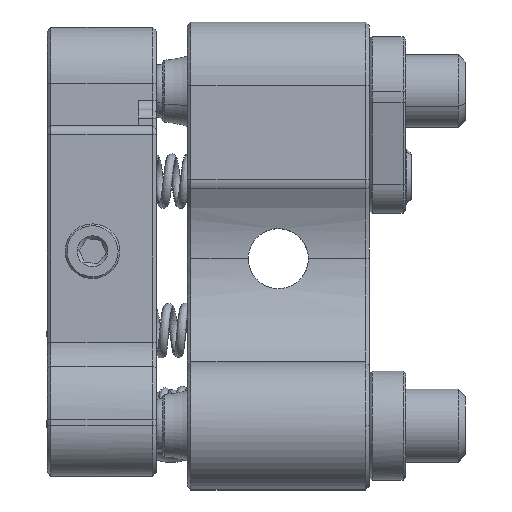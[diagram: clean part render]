
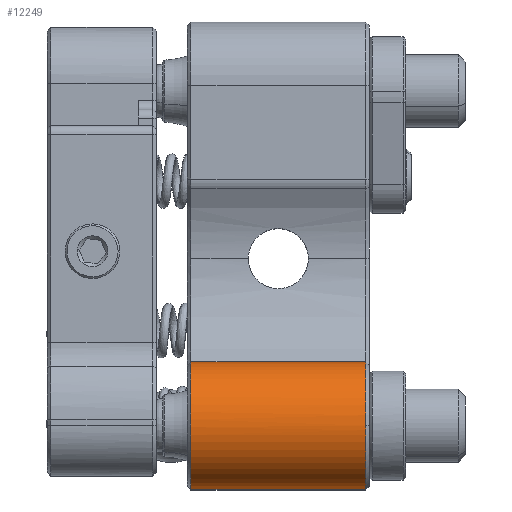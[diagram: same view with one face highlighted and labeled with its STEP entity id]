
A CAD part, top view. The second image highlights one B-rep face of the part: STEP entity #12249.
In plain terms, the highlighted cylindrical face has radius 3.5 mm (diameter 7 mm), a partial arc.
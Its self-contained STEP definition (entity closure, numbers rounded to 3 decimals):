
#109 = VERTEX_POINT ( 'NONE', #11446 ) ;
#763 = ORIENTED_EDGE ( 'NONE', *, *, #11613, .F. ) ;
#1118 = B_SPLINE_CURVE_WITH_KNOTS ( 'NONE', 3,
 ( #24002, #3948, #21808, #4799, #26614, #18265, #28955, #8912, #4507, #11259 ),
 .UNSPECIFIED., .F., .F.,
 ( 4, 2, 2, 2, 4 ),
 ( 0., 0.25, 0.5, 0.75, 1. ),
 .UNSPECIFIED. ) ;
#1202 = CARTESIAN_POINT ( 'NONE',  ( -3.669, -5.7, 9.5 ) ) ;
#1920 = B_SPLINE_CURVE_WITH_KNOTS ( 'NONE', 3,
 ( #12669, #21735, #17348, #25825 ),
 .UNSPECIFIED., .F., .F.,
 ( 4, 4 ),
 ( 0., 1. ),
 .UNSPECIFIED. ) ;
#2276 = DIRECTION ( 'NONE',  ( 0., 0., -1. ) ) ;
#2319 = CARTESIAN_POINT ( 'NONE',  ( -10.069, -5.7, 9.5 ) ) ;
#2632 = CARTESIAN_POINT ( 'NONE',  ( -10.069, -6.142, 11.263 ) ) ;
#2705 = FACE_OUTER_BOUND ( 'NONE', #21926, .T. ) ;
#2773 = CARTESIAN_POINT ( 'NONE',  ( -10.069, -6.401, 11.651 ) ) ;
#3940 = EDGE_CURVE ( 'NONE', #109, #22901, #1118, .T. ) ;
#3948 = CARTESIAN_POINT ( 'NONE',  ( -0.469, -8.742, 13. ) ) ;
#4507 = CARTESIAN_POINT ( 'NONE',  ( -0.469, -5.7, 9.958 ) ) ;
#4705 = VERTEX_POINT ( 'NONE', #22551 ) ;
#4799 = CARTESIAN_POINT ( 'NONE',  ( -0.469, -7.437, 12.558 ) ) ;
#5455 = AXIS2_PLACEMENT_3D ( 'NONE', #24806, #17787, #2276 ) ;
#7170 = CARTESIAN_POINT ( 'NONE',  ( -10.069, -7.049, 12.299 ) ) ;
#8786 = CARTESIAN_POINT ( 'NONE',  ( -10.069, -5.7, 9.958 ) ) ;
#8912 = CARTESIAN_POINT ( 'NONE',  ( -0.469, -5.791, 10.416 ) ) ;
#9077 = CARTESIAN_POINT ( 'NONE',  ( -10.069, -12.258, 11.263 ) ) ;
#9222 = CARTESIAN_POINT ( 'NONE',  ( -10.069, -11.999, 11.651 ) ) ;
#9981 = CARTESIAN_POINT ( 'NONE',  ( -0.469, -12.609, 10.416 ) ) ;
#10715 = CARTESIAN_POINT ( 'NONE',  ( -0.469, -10.116, 12.909 ) ) ;
#11259 = CARTESIAN_POINT ( 'NONE',  ( -0.469, -5.7, 9.5 ) ) ;
#11446 = CARTESIAN_POINT ( 'NONE',  ( -0.469, -9.2, 13. ) ) ;
#11534 = CARTESIAN_POINT ( 'NONE',  ( -0.469, -12.7, 9.5 ) ) ;
#11613 = EDGE_CURVE ( 'NONE', #11871, #109, #22170, .T. ) ;
#11871 = VERTEX_POINT ( 'NONE', #11534 ) ;
#12249 = ADVANCED_FACE ( 'NONE', ( #2705 ), #22320, .F. ) ;
#12619 = CARTESIAN_POINT ( 'NONE',  ( -0.469, -11.999, 11.651 ) ) ;
#12669 = CARTESIAN_POINT ( 'NONE',  ( -0.469, -12.7, 9.5 ) ) ;
#12764 = CARTESIAN_POINT ( 'NONE',  ( -0.469, -9.658, 13. ) ) ;
#13619 = CARTESIAN_POINT ( 'NONE',  ( -10.069, -12.7, 9.958 ) ) ;
#14365 = CARTESIAN_POINT ( 'NONE',  ( -0.469, -12.258, 11.263 ) ) ;
#14569 = ORIENTED_EDGE ( 'NONE', *, *, #15885, .T. ) ;
#15096 = ORIENTED_EDGE ( 'NONE', *, *, #18069, .F. ) ;
#15241 = CARTESIAN_POINT ( 'NONE',  ( -0.469, -10.963, 12.558 ) ) ;
#15885 = EDGE_CURVE ( 'NONE', #4705, #17124, #23078, .T. ) ;
#16553 = CARTESIAN_POINT ( 'NONE',  ( -0.469, -12.7, 9.5 ) ) ;
#17124 = VERTEX_POINT ( 'NONE', #2319 ) ;
#17348 = CARTESIAN_POINT ( 'NONE',  ( -6.869, -12.7, 9.5 ) ) ;
#17787 = DIRECTION ( 'NONE',  ( 1., 0., 0. ) ) ;
#18000 = CARTESIAN_POINT ( 'NONE',  ( -10.069, -11.351, 12.299 ) ) ;
#18069 = EDGE_CURVE ( 'NONE', #22901, #17124, #19465, .T. ) ;
#18162 = CARTESIAN_POINT ( 'NONE',  ( -0.469, -5.7, 9.5 ) ) ;
#18265 = CARTESIAN_POINT ( 'NONE',  ( -0.469, -6.401, 11.651 ) ) ;
#19356 = CARTESIAN_POINT ( 'NONE',  ( -6.869, -5.7, 9.5 ) ) ;
#19465 = B_SPLINE_CURVE_WITH_KNOTS ( 'NONE', 3,
 ( #23741, #1202, #19356, #28433 ),
 .UNSPECIFIED., .F., .F.,
 ( 4, 4 ),
 ( 0., 1. ),
 .UNSPECIFIED. ) ;
#19909 = CARTESIAN_POINT ( 'NONE',  ( -10.069, -9.658, 13. ) ) ;
#20024 = EDGE_CURVE ( 'NONE', #11871, #4705, #1920, .T. ) ;
#20048 = CARTESIAN_POINT ( 'NONE',  ( -10.069, -8.284, 12.909 ) ) ;
#21072 = ORIENTED_EDGE ( 'NONE', *, *, #20024, .T. ) ;
#21735 = CARTESIAN_POINT ( 'NONE',  ( -3.669, -12.7, 9.5 ) ) ;
#21808 = CARTESIAN_POINT ( 'NONE',  ( -0.469, -8.284, 12.909 ) ) ;
#21926 = EDGE_LOOP ( 'NONE', ( #763, #21072, #14569, #15096, #26061 ) ) ;
#21966 = CARTESIAN_POINT ( 'NONE',  ( -0.469, -9.2, 13. ) ) ;
#22170 = B_SPLINE_CURVE_WITH_KNOTS ( 'NONE', 3,
 ( #16553, #25476, #9981, #14365, #12619, #28118, #15241, #10715, #12764, #21966 ),
 .UNSPECIFIED., .F., .F.,
 ( 4, 2, 2, 2, 4 ),
 ( 0., 0.25, 0.5, 0.75, 1. ),
 .UNSPECIFIED. ) ;
#22246 = CARTESIAN_POINT ( 'NONE',  ( -10.069, -5.791, 10.416 ) ) ;
#22320 = CYLINDRICAL_SURFACE ( 'NONE', #5455, 3.5 ) ;
#22531 = CARTESIAN_POINT ( 'NONE',  ( -10.069, -8.742, 13. ) ) ;
#22551 = CARTESIAN_POINT ( 'NONE',  ( -10.069, -12.7, 9.5 ) ) ;
#22675 = CARTESIAN_POINT ( 'NONE',  ( -10.069, -7.437, 12.558 ) ) ;
#22901 = VERTEX_POINT ( 'NONE', #18162 ) ;
#23078 = B_SPLINE_CURVE_WITH_KNOTS ( 'NONE', 3,
 ( #25017, #13619, #27071, #9077, #9222, #18000, #27210, #26924, #19909, #22531, #20048, #22675, #7170, #2773, #2632, #22246, #8786, #24447 ),
 .UNSPECIFIED., .F., .F.,
 ( 4, 2, 2, 2, 2, 2, 2, 2, 4 ),
 ( 0., 0.125, 0.25, 0.375, 0.5, 0.625, 0.75, 0.875, 1. ),
 .UNSPECIFIED. ) ;
#23741 = CARTESIAN_POINT ( 'NONE',  ( -0.469, -5.7, 9.5 ) ) ;
#24002 = CARTESIAN_POINT ( 'NONE',  ( -0.469, -9.2, 13. ) ) ;
#24447 = CARTESIAN_POINT ( 'NONE',  ( -10.069, -5.7, 9.5 ) ) ;
#24806 = CARTESIAN_POINT ( 'NONE',  ( -10.269, -9.2, 9.5 ) ) ;
#25017 = CARTESIAN_POINT ( 'NONE',  ( -10.069, -12.7, 9.5 ) ) ;
#25476 = CARTESIAN_POINT ( 'NONE',  ( -0.469, -12.7, 9.958 ) ) ;
#25825 = CARTESIAN_POINT ( 'NONE',  ( -10.069, -12.7, 9.5 ) ) ;
#26061 = ORIENTED_EDGE ( 'NONE', *, *, #3940, .F. ) ;
#26614 = CARTESIAN_POINT ( 'NONE',  ( -0.469, -7.049, 12.299 ) ) ;
#26924 = CARTESIAN_POINT ( 'NONE',  ( -10.069, -10.116, 12.909 ) ) ;
#27071 = CARTESIAN_POINT ( 'NONE',  ( -10.069, -12.609, 10.416 ) ) ;
#27210 = CARTESIAN_POINT ( 'NONE',  ( -10.069, -10.963, 12.558 ) ) ;
#28118 = CARTESIAN_POINT ( 'NONE',  ( -0.469, -11.351, 12.299 ) ) ;
#28433 = CARTESIAN_POINT ( 'NONE',  ( -10.069, -5.7, 9.5 ) ) ;
#28955 = CARTESIAN_POINT ( 'NONE',  ( -0.469, -6.142, 11.263 ) ) ;
